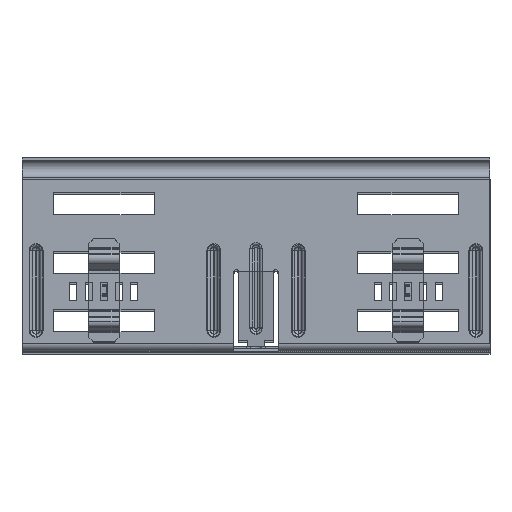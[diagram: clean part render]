
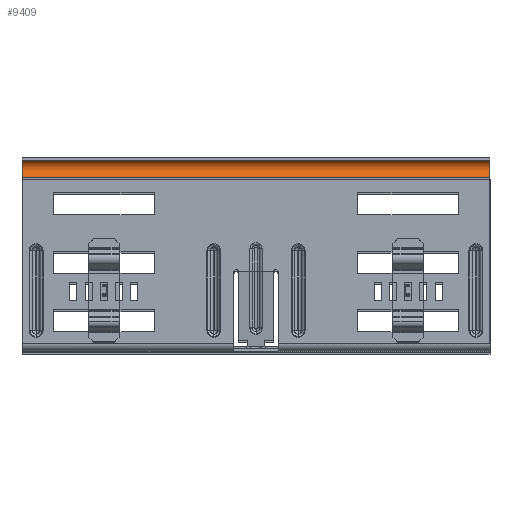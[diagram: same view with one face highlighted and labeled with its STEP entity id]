
A CAD part, top view. The second image highlights one B-rep face of the part: STEP entity #9409.
In plain terms, the highlighted cylindrical face has radius 3.7 mm (diameter 7.4 mm), a partial arc.
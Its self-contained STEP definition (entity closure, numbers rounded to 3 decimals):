
#432 = EDGE_CURVE ( 'NONE', #13415, #6321, #17468, .T. ) ;
#1332 = VECTOR ( 'NONE', #19484, 1000. ) ;
#1689 = CARTESIAN_POINT ( 'NONE',  ( 4.75, 74.171, 100. ) ) ;
#2842 = CARTESIAN_POINT ( 'NONE',  ( 4.75, 81.571, -100. ) ) ;
#2936 = EDGE_CURVE ( 'NONE', #19567, #7940, #19556, .T. ) ;
#3005 = CARTESIAN_POINT ( 'NONE',  ( 4.75, 77.871, 200.417 ) ) ;
#3081 = AXIS2_PLACEMENT_3D ( 'NONE', #3005, #10548, #4512 ) ;
#3135 = CARTESIAN_POINT ( 'NONE',  ( 4.75, 81.571, 100. ) ) ;
#4052 = CIRCLE ( 'NONE', #8733, 3.7 ) ;
#4334 = CARTESIAN_POINT ( 'NONE',  ( 4.75, 74.171, 100. ) ) ;
#4443 = CARTESIAN_POINT ( 'NONE',  ( 4.75, 77.871, -100. ) ) ;
#4512 = DIRECTION ( 'NONE',  ( 0., 1., 0. ) ) ;
#5034 = ORIENTED_EDGE ( 'NONE', *, *, #432, .F. ) ;
#5052 = AXIS2_PLACEMENT_3D ( 'NONE', #4443, #15033, #5953 ) ;
#5953 = DIRECTION ( 'NONE',  ( 0., 1., 0. ) ) ;
#6321 = VERTEX_POINT ( 'NONE', #6703 ) ;
#6703 = CARTESIAN_POINT ( 'NONE',  ( 4.75, 74.171, -100. ) ) ;
#6725 = EDGE_LOOP ( 'NONE', ( #11939, #5034, #11959, #11735 ) ) ;
#7409 = EDGE_CURVE ( 'NONE', #7940, #6321, #11856, .T. ) ;
#7580 = CARTESIAN_POINT ( 'NONE',  ( 4.75, 77.871, 100. ) ) ;
#7940 = VERTEX_POINT ( 'NONE', #2842 ) ;
#8733 = AXIS2_PLACEMENT_3D ( 'NONE', #7580, #18233, #9115 ) ;
#9115 = DIRECTION ( 'NONE',  ( 0., -1., 0. ) ) ;
#9409 = ADVANCED_FACE ( 'NONE', ( #19657 ), #11101, .F. ) ;
#10475 = DIRECTION ( 'NONE',  ( 0., 0., -1. ) ) ;
#10548 = DIRECTION ( 'NONE',  ( 0., 0., -1. ) ) ;
#11101 = CYLINDRICAL_SURFACE ( 'NONE', #3081, 3.7 ) ;
#11735 = ORIENTED_EDGE ( 'NONE', *, *, #2936, .T. ) ;
#11856 = CIRCLE ( 'NONE', #5052, 3.7 ) ;
#11939 = ORIENTED_EDGE ( 'NONE', *, *, #7409, .T. ) ;
#11959 = ORIENTED_EDGE ( 'NONE', *, *, #12833, .T. ) ;
#12833 = EDGE_CURVE ( 'NONE', #13415, #19567, #4052, .T. ) ;
#13415 = VERTEX_POINT ( 'NONE', #1689 ) ;
#14973 = CARTESIAN_POINT ( 'NONE',  ( 4.75, 81.571, 100. ) ) ;
#15033 = DIRECTION ( 'NONE',  ( 0., 0., -1. ) ) ;
#15513 = VECTOR ( 'NONE', #10475, 1000. ) ;
#17468 = LINE ( 'NONE', #4334, #1332 ) ;
#18233 = DIRECTION ( 'NONE',  ( 0., 0., 1. ) ) ;
#19484 = DIRECTION ( 'NONE',  ( 0., 0., -1. ) ) ;
#19556 = LINE ( 'NONE', #14973, #15513 ) ;
#19567 = VERTEX_POINT ( 'NONE', #3135 ) ;
#19657 = FACE_OUTER_BOUND ( 'NONE', #6725, .T. ) ;
